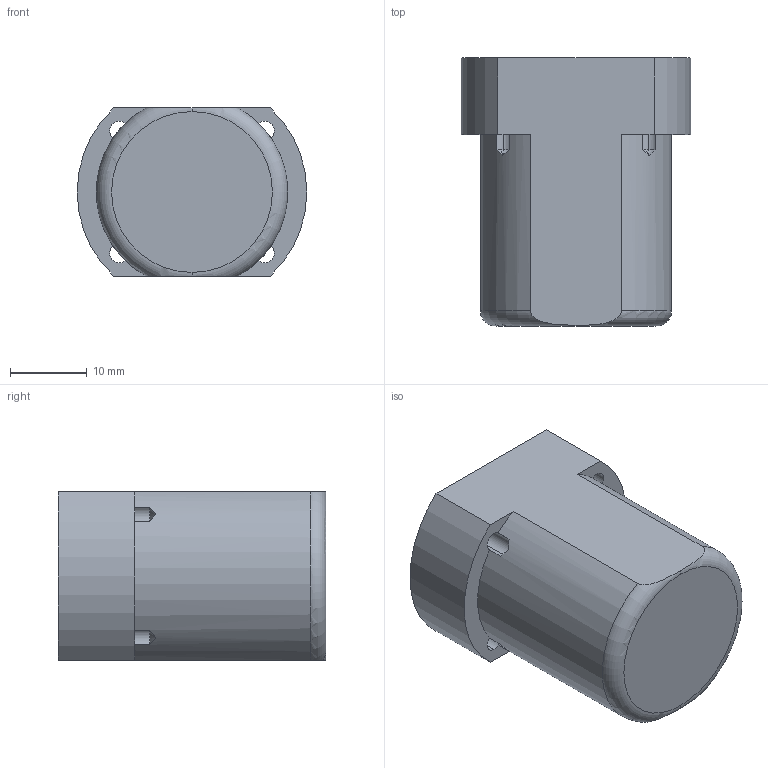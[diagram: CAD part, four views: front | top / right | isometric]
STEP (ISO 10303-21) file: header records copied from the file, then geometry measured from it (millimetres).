
FILE_DESCRIPTION (( 'STEP AP203' ), '1' );
FILE_NAME ('Cage aimant V2.STEP', '2020-06-22T15:12:16', ( '' ), ( '' ), 'SwSTEP 2.0', 'SolidWorks 2016', '' );
FILE_SCHEMA (( 'CONFIG_CONTROL_DESIGN' ));
Length unit declared in the file: millimetre
Products named in the file (1): Cage aimant V2
Bounding box: 30 x 35 x 22 mm (x, y, z)
Volume: 6668.1 mm3; surface area: 6413 mm2
Topology: 1 solids, 1 shells, 39 faces, 120 edges, 72 vertices
Faces by surface type: cone 16, cylinder 14, plane 7, torus 2
Entity records: 1515 total; most frequent: CARTESIAN_POINT 376, DIRECTION 232, ORIENTED_EDGE 224, EDGE_CURVE 112, AXIS2_PLACEMENT_3D 92, VERTEX_POINT 72, CIRCLE 52, LINE 48
